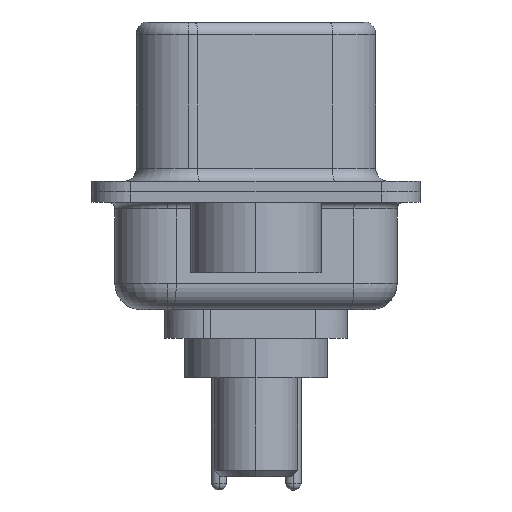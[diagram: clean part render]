
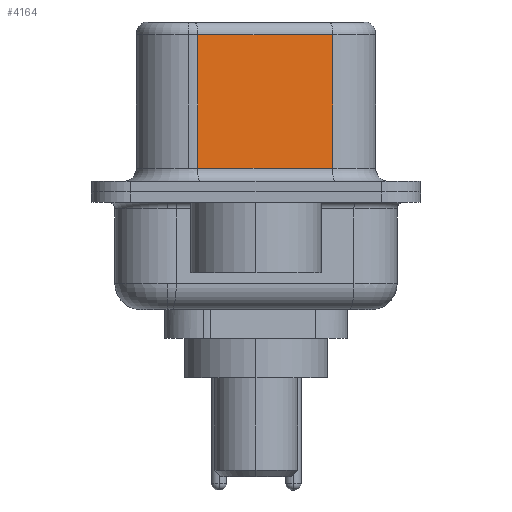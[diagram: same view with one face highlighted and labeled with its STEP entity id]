
A CAD part, left-side view. The second image highlights one B-rep face of the part: STEP entity #4164.
In plain terms, the highlighted planar face has unit normal (-0.985, -0.174, 0).
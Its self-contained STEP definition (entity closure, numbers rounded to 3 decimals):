
#1574 = VERTEX_POINT ( 'NONE', #16021 ) ;
#2733 = VECTOR ( 'NONE', #13508, 1000. ) ;
#2859 = LINE ( 'NONE', #3136, #14359 ) ;
#3004 = CARTESIAN_POINT ( 'NONE',  ( 4.585, -2.927, 0.9 ) ) ;
#3136 = CARTESIAN_POINT ( 'NONE',  ( 3.675, 2.233, 6.52 ) ) ;
#3211 = DIRECTION ( 'NONE',  ( 0., 0., -1. ) ) ;
#3683 = EDGE_CURVE ( 'NONE', #11056, #4929, #2859, .T. ) ;
#3923 = ORIENTED_EDGE ( 'NONE', *, *, #9094, .T. ) ;
#4164 = ADVANCED_FACE ( 'NONE', ( #15288 ), #11501, .F. ) ;
#4361 = DIRECTION ( 'NONE',  ( -0.174, 0.985, 0. ) ) ;
#4642 = CARTESIAN_POINT ( 'NONE',  ( 4.585, -2.927, 6.52 ) ) ;
#4886 = EDGE_CURVE ( 'NONE', #1574, #11056, #9246, .T. ) ;
#4929 = VERTEX_POINT ( 'NONE', #17982 ) ;
#6093 = ORIENTED_EDGE ( 'NONE', *, *, #4886, .T. ) ;
#6670 = EDGE_CURVE ( 'NONE', #1574, #18668, #19168, .T. ) ;
#6757 = LINE ( 'NONE', #3004, #2733 ) ;
#8690 = DIRECTION ( 'NONE',  ( 0.985, 0.174, 0. ) ) ;
#9094 = EDGE_CURVE ( 'NONE', #4929, #18668, #6757, .T. ) ;
#9246 = LINE ( 'NONE', #13842, #13193 ) ;
#11056 = VERTEX_POINT ( 'NONE', #16748 ) ;
#11297 = VECTOR ( 'NONE', #3211, 1000. ) ;
#11501 = PLANE ( 'NONE',  #11503 ) ;
#11503 = AXIS2_PLACEMENT_3D ( 'NONE', #4642, #8690, #4361 ) ;
#11595 = EDGE_LOOP ( 'NONE', ( #12146, #6093, #15323, #3923 ) ) ;
#12146 = ORIENTED_EDGE ( 'NONE', *, *, #6670, .F. ) ;
#12248 = CARTESIAN_POINT ( 'NONE',  ( 4.585, -2.927, 6.52 ) ) ;
#13193 = VECTOR ( 'NONE', #16879, 1000. ) ;
#13508 = DIRECTION ( 'NONE',  ( 0.174, -0.985, 0. ) ) ;
#13842 = CARTESIAN_POINT ( 'NONE',  ( 4.585, -2.927, 6.02 ) ) ;
#14359 = VECTOR ( 'NONE', #15216, 1000. ) ;
#15216 = DIRECTION ( 'NONE',  ( 0., 0., -1. ) ) ;
#15288 = FACE_OUTER_BOUND ( 'NONE', #11595, .T. ) ;
#15323 = ORIENTED_EDGE ( 'NONE', *, *, #3683, .T. ) ;
#16021 = CARTESIAN_POINT ( 'NONE',  ( 4.585, -2.927, 6.02 ) ) ;
#16748 = CARTESIAN_POINT ( 'NONE',  ( 3.675, 2.233, 6.02 ) ) ;
#16879 = DIRECTION ( 'NONE',  ( -0.174, 0.985, 0. ) ) ;
#17982 = CARTESIAN_POINT ( 'NONE',  ( 3.675, 2.233, 0.9 ) ) ;
#18668 = VERTEX_POINT ( 'NONE', #18674 ) ;
#18674 = CARTESIAN_POINT ( 'NONE',  ( 4.585, -2.927, 0.9 ) ) ;
#19168 = LINE ( 'NONE', #12248, #11297 ) ;
